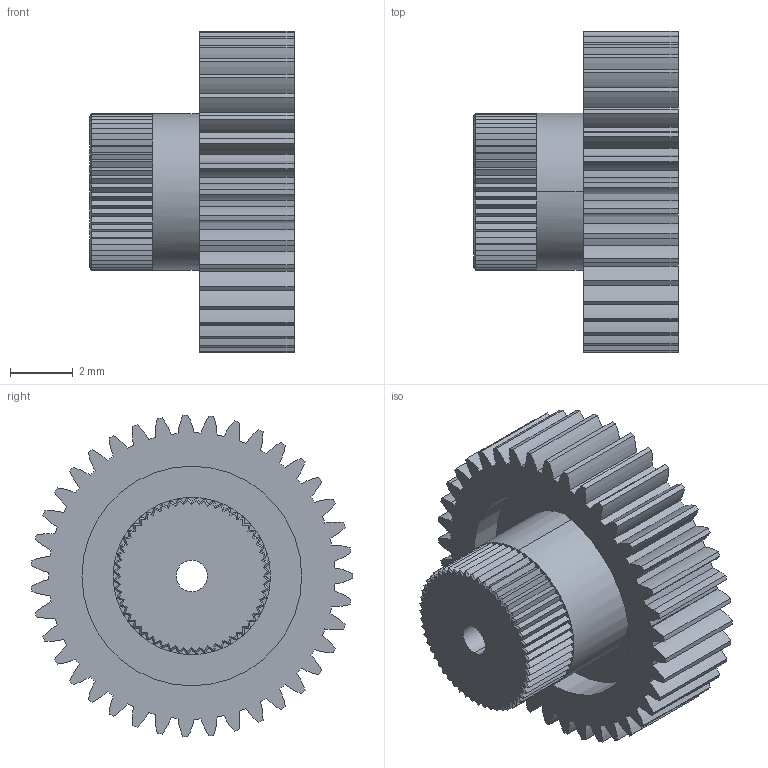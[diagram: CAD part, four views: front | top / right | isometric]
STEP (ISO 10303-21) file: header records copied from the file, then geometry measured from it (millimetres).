
FILE_DESCRIPTION (( 'STEP AP203' ), '1' );
FILE_NAME ('gear4_Default_sldprt.STEP', '2018-07-08T08:09:46', ( '' ), ( '' ), 'SwSTEP 2.0', 'SolidWorks 2014', '' );
FILE_SCHEMA (( 'CONFIG_CONTROL_DESIGN' ));
Length unit declared in the file: millimetre
Products named in the file (1): gear4_Default_sldprt
Bounding box: 6.5 x 10.24 x 10.25 mm (x, y, z)
Volume: 262.9 mm3; surface area: 455.4 mm2
Topology: 1 solids, 1 shells, 395 faces, 1058 edges, 668 vertices
Faces by surface type: plane 229, cylinder 166
Entity records: 12329 total; most frequent: DIRECTION 2182, CARTESIAN_POINT 2122, ORIENTED_EDGE 2116, EDGE_CURVE 1058, AXIS2_PLACEMENT_3D 728, LINE 726, VECTOR 726, VERTEX_POINT 668
